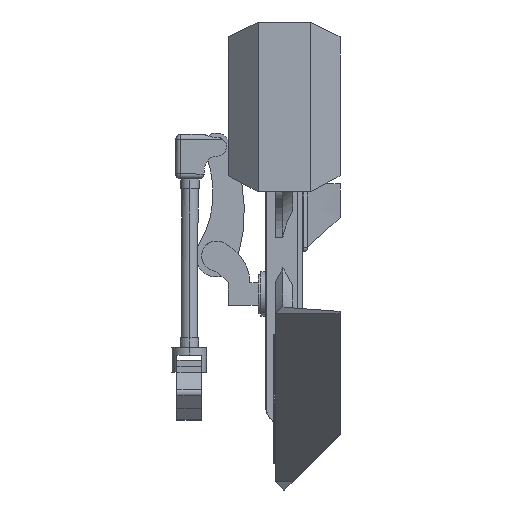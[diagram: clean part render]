
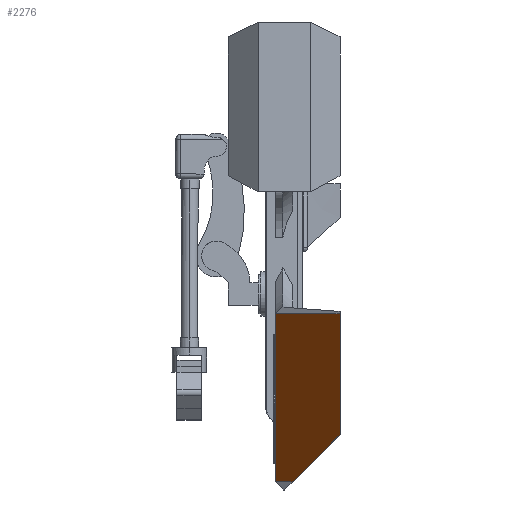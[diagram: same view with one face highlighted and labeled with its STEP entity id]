
A CAD part, left-side view. The second image highlights one B-rep face of the part: STEP entity #2276.
In plain terms, the highlighted planar face has unit normal (-0.505, 0.863, 0).
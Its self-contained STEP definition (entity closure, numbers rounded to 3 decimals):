
#256 = DIRECTION ( 'NONE',  ( -0.77, -0.451, -0.451 ) ) ;
#372 = LINE ( 'NONE', #18175, #17748 ) ;
#868 = DIRECTION ( 'NONE',  ( -0.77, -0.451, 0.451 ) ) ;
#920 = CARTESIAN_POINT ( 'NONE',  ( -638.678, 17.5, 165.594 ) ) ;
#1482 = CARTESIAN_POINT ( 'NONE',  ( -660.612, 4.662, -173.643 ) ) ;
#2175 = LINE ( 'NONE', #15552, #6849 ) ;
#2276 = ADVANCED_FACE ( 'NONE', ( #12274 ), #7874, .F. ) ;
#2711 = B_SPLINE_CURVE_WITH_KNOTS ( 'NONE', 3,
 ( #3101, #1482, #8010, #14542 ),
 .UNSPECIFIED., .F., .F.,
 ( 4, 4 ),
 ( 0., 0.247 ),
 .UNSPECIFIED. ) ;
#2839 = ORIENTED_EDGE ( 'NONE', *, *, #5052, .T. ) ;
#3101 = CARTESIAN_POINT ( 'NONE',  ( -638.787, 17.436, -173.776 ) ) ;
#3275 = ORIENTED_EDGE ( 'NONE', *, *, #9629, .T. ) ;
#3534 = VERTEX_POINT ( 'NONE', #9791 ) ;
#3896 = ORIENTED_EDGE ( 'NONE', *, *, #4148, .T. ) ;
#3992 = AXIS2_PLACEMENT_3D ( 'NONE', #10979, #7562, #11084 ) ;
#4148 = EDGE_CURVE ( 'NONE', #3534, #10815, #2175, .T. ) ;
#4438 = CARTESIAN_POINT ( 'NONE',  ( -638.678, 17.5, 52.491 ) ) ;
#5052 = EDGE_CURVE ( 'NONE', #13860, #18840, #18329, .T. ) ;
#6046 = EDGE_CURVE ( 'NONE', #18840, #11113, #372, .T. ) ;
#6073 = VECTOR ( 'NONE', #17199, 1000. ) ;
#6849 = VECTOR ( 'NONE', #868, 1000. ) ;
#7562 = DIRECTION ( 'NONE',  ( 0.505, -0.863, 0. ) ) ;
#7790 = ORIENTED_EDGE ( 'NONE', *, *, #6046, .T. ) ;
#7874 = PLANE ( 'NONE',  #3992 ) ;
#8010 = CARTESIAN_POINT ( 'NONE',  ( -680.685, -7.086, -173.518 ) ) ;
#8045 = CARTESIAN_POINT ( 'NONE',  ( -860.788, -112.5, 165.594 ) ) ;
#9168 = CARTESIAN_POINT ( 'NONE',  ( -638.787, 17.436, -173.776 ) ) ;
#9352 = CARTESIAN_POINT ( 'NONE',  ( -638.678, 17.5, -173.713 ) ) ;
#9629 = EDGE_CURVE ( 'NONE', #10815, #20138, #17024, .T. ) ;
#9791 = CARTESIAN_POINT ( 'NONE',  ( -699.007, -17.81, -173.403 ) ) ;
#9889 = EDGE_CURVE ( 'NONE', #11113, #3534, #2711, .T. ) ;
#10560 = CARTESIAN_POINT ( 'NONE',  ( -638.678, 17.5, 165.594 ) ) ;
#10815 = VERTEX_POINT ( 'NONE', #11421 ) ;
#10979 = CARTESIAN_POINT ( 'NONE',  ( -170.595, 291.468, 0. ) ) ;
#11084 = DIRECTION ( 'NONE',  ( -0.863, -0.505, 0. ) ) ;
#11090 = CARTESIAN_POINT ( 'NONE',  ( -638.678, 17.5, -60.611 ) ) ;
#11113 = VERTEX_POINT ( 'NONE', #9168 ) ;
#11421 = CARTESIAN_POINT ( 'NONE',  ( -860.788, -112.5, -78.713 ) ) ;
#12015 = CARTESIAN_POINT ( 'NONE',  ( -860.788, -112.5, 84.158 ) ) ;
#12274 = FACE_OUTER_BOUND ( 'NONE', #15551, .T. ) ;
#12590 = CARTESIAN_POINT ( 'NONE',  ( -638.678, 17.5, -173.713 ) ) ;
#12827 = ORIENTED_EDGE ( 'NONE', *, *, #9889, .T. ) ;
#13611 = CARTESIAN_POINT ( 'NONE',  ( -860.788, -112.5, -78.713 ) ) ;
#13721 = CARTESIAN_POINT ( 'NONE',  ( -860.788, -112.5, 165.594 ) ) ;
#13860 = VERTEX_POINT ( 'NONE', #15721 ) ;
#14112 = EDGE_CURVE ( 'NONE', #20138, #13860, #14293, .T. ) ;
#14293 = LINE ( 'NONE', #10560, #6073 ) ;
#14542 = CARTESIAN_POINT ( 'NONE',  ( -699.007, -17.81, -173.403 ) ) ;
#15551 = EDGE_LOOP ( 'NONE', ( #3275, #17978, #2839, #7790, #12827, #3896 ) ) ;
#15552 = CARTESIAN_POINT ( 'NONE',  ( -331.39, 197.355, -388.568 ) ) ;
#15721 = CARTESIAN_POINT ( 'NONE',  ( -638.678, 17.5, 165.594 ) ) ;
#17024 = B_SPLINE_CURVE_WITH_KNOTS ( 'NONE', 3,
 ( #13611, #20156, #12015, #13721 ),
 .UNSPECIFIED., .F., .F.,
 ( 4, 4 ),
 ( 0.298, 0.959 ),
 .UNSPECIFIED. ) ;
#17199 = DIRECTION ( 'NONE',  ( 0.863, 0.505, 0. ) ) ;
#17748 = VECTOR ( 'NONE', #256, 1000. ) ;
#17978 = ORIENTED_EDGE ( 'NONE', *, *, #14112, .T. ) ;
#18175 = CARTESIAN_POINT ( 'NONE',  ( -649.932, 10.913, -180.299 ) ) ;
#18329 = B_SPLINE_CURVE_WITH_KNOTS ( 'NONE', 3,
 ( #920, #4438, #11090, #12590 ),
 .UNSPECIFIED., .F., .F.,
 ( 4, 4 ),
 ( 0.04, 0.956 ),
 .UNSPECIFIED. ) ;
#18840 = VERTEX_POINT ( 'NONE', #9352 ) ;
#20138 = VERTEX_POINT ( 'NONE', #8045 ) ;
#20156 = CARTESIAN_POINT ( 'NONE',  ( -860.788, -112.5, 2.723 ) ) ;
